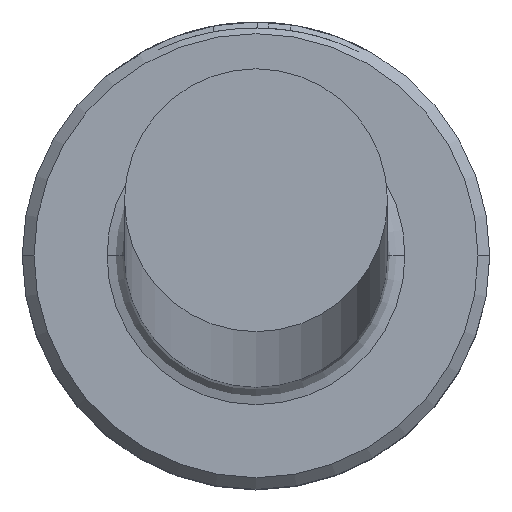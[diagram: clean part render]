
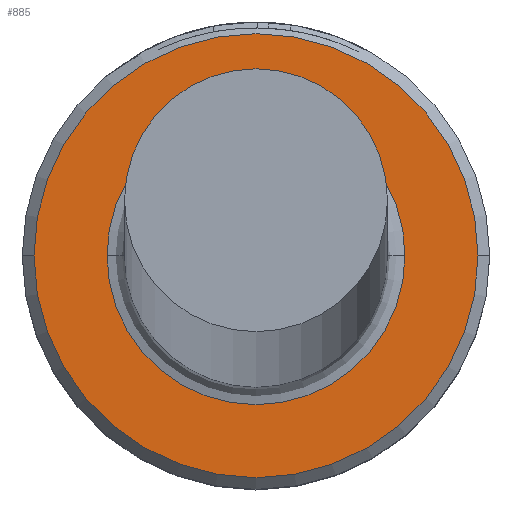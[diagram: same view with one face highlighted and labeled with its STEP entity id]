
A CAD part, top view. The second image highlights one B-rep face of the part: STEP entity #885.
In plain terms, the highlighted planar face has unit normal (0, 0, 1).
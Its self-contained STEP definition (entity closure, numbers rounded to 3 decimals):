
#16 = AXIS2_PLACEMENT_3D ( 'NONE', #27, #662, #124 ) ;
#27 = CARTESIAN_POINT ( 'NONE',  ( 0., 0., 6. ) ) ;
#53 = CARTESIAN_POINT ( 'NONE',  ( -3.8, 0., 6. ) ) ;
#86 = DIRECTION ( 'NONE',  ( 1., 0., 0. ) ) ;
#88 = PLANE ( 'NONE',  #783 ) ;
#93 = DIRECTION ( 'NONE',  ( -1., 0., 0. ) ) ;
#124 = DIRECTION ( 'NONE',  ( -1., 0., 0. ) ) ;
#173 = DIRECTION ( 'NONE',  ( 0., 0., 1. ) ) ;
#176 = CARTESIAN_POINT ( 'NONE',  ( 0., 0., 6. ) ) ;
#178 = DIRECTION ( 'NONE',  ( 0., 0., 1. ) ) ;
#182 = DIRECTION ( 'NONE',  ( 0., 0., -1. ) ) ;
#189 = CIRCLE ( 'NONE', #853, 3.8 ) ;
#190 = CARTESIAN_POINT ( 'NONE',  ( 0., 0., 6. ) ) ;
#240 = CARTESIAN_POINT ( 'NONE',  ( 0., 0., 6. ) ) ;
#260 = FACE_BOUND ( 'NONE', #421, .T. ) ;
#307 = CIRCLE ( 'NONE', #845, 3.8 ) ;
#317 = EDGE_LOOP ( 'NONE', ( #825, #452 ) ) ;
#345 = DIRECTION ( 'NONE',  ( 1., 0., 0. ) ) ;
#421 = EDGE_LOOP ( 'NONE', ( #967, #892 ) ) ;
#452 = ORIENTED_EDGE ( 'NONE', *, *, #565, .T. ) ;
#536 = CIRCLE ( 'NONE', #894, 2.55 ) ;
#560 = CIRCLE ( 'NONE', #16, 2.55 ) ;
#565 = EDGE_CURVE ( 'NONE', #836, #877, #307, .T. ) ;
#575 = CARTESIAN_POINT ( 'NONE',  ( 2.55, 0., 6. ) ) ;
#615 = EDGE_CURVE ( 'NONE', #1043, #658, #536, .T. ) ;
#658 = VERTEX_POINT ( 'NONE', #1114 ) ;
#662 = DIRECTION ( 'NONE',  ( 0., 0., -1. ) ) ;
#718 = CARTESIAN_POINT ( 'NONE',  ( 0., 0., 6. ) ) ;
#724 = FACE_OUTER_BOUND ( 'NONE', #317, .T. ) ;
#783 = AXIS2_PLACEMENT_3D ( 'NONE', #718, #178, #816 ) ;
#816 = DIRECTION ( 'NONE',  ( 1., 0., 0. ) ) ;
#825 = ORIENTED_EDGE ( 'NONE', *, *, #869, .T. ) ;
#836 = VERTEX_POINT ( 'NONE', #1116 ) ;
#845 = AXIS2_PLACEMENT_3D ( 'NONE', #176, #173, #86 ) ;
#853 = AXIS2_PLACEMENT_3D ( 'NONE', #240, #862, #345 ) ;
#862 = DIRECTION ( 'NONE',  ( 0., 0., 1. ) ) ;
#869 = EDGE_CURVE ( 'NONE', #877, #836, #189, .T. ) ;
#877 = VERTEX_POINT ( 'NONE', #53 ) ;
#885 = ADVANCED_FACE ( 'NONE', ( #724, #260 ), #88, .T. ) ;
#892 = ORIENTED_EDGE ( 'NONE', *, *, #615, .T. ) ;
#894 = AXIS2_PLACEMENT_3D ( 'NONE', #190, #182, #93 ) ;
#967 = ORIENTED_EDGE ( 'NONE', *, *, #1038, .T. ) ;
#1038 = EDGE_CURVE ( 'NONE', #658, #1043, #560, .T. ) ;
#1043 = VERTEX_POINT ( 'NONE', #575 ) ;
#1114 = CARTESIAN_POINT ( 'NONE',  ( -2.55, 0., 6. ) ) ;
#1116 = CARTESIAN_POINT ( 'NONE',  ( 3.8, 0., 6. ) ) ;
